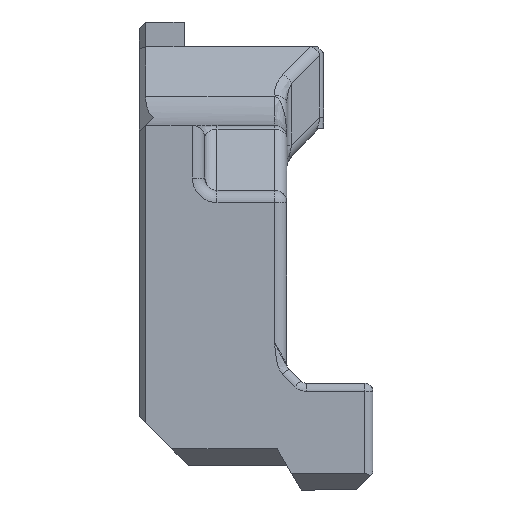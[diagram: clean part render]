
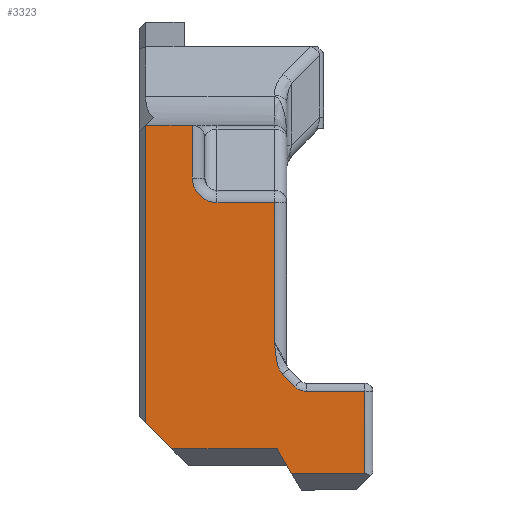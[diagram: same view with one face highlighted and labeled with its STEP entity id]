
A CAD part, front view. The second image highlights one B-rep face of the part: STEP entity #3323.
In plain terms, the highlighted planar face has unit normal (0, -1, 0).
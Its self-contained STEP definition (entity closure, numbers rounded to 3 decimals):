
#40 = CIRCLE ( 'NONE', #216, 1.5 ) ;
#46 = LINE ( 'NONE', #100, #2795 ) ;
#100 = CARTESIAN_POINT ( 'NONE',  ( -61.6, 9., 0. ) ) ;
#119 = CARTESIAN_POINT ( 'NONE',  ( -53.716, 9., -52.381 ) ) ;
#130 = CARTESIAN_POINT ( 'NONE',  ( -48.25, 9., 0. ) ) ;
#216 = AXIS2_PLACEMENT_3D ( 'NONE', #541, #253, #3892 ) ;
#253 = DIRECTION ( 'NONE',  ( 0., -1., 0. ) ) ;
#290 = CARTESIAN_POINT ( 'NONE',  ( -60.5, 9., -58.5 ) ) ;
#426 = DIRECTION ( 'NONE',  ( 0., 0., 1. ) ) ;
#447 = DIRECTION ( 'NONE',  ( 0., 0., 1. ) ) ;
#470 = CARTESIAN_POINT ( 'NONE',  ( -53.577, 9., -58.5 ) ) ;
#506 = CARTESIAN_POINT ( 'NONE',  ( -61.6, 9., -56.9 ) ) ;
#527 = LINE ( 'NONE', #1427, #1151 ) ;
#536 = VERTEX_POINT ( 'NONE', #951 ) ;
#541 = CARTESIAN_POINT ( 'NONE',  ( -57.25, 9., -42. ) ) ;
#542 = EDGE_LOOP ( 'NONE', ( #736, #2403, #1638, #3508, #1577, #3642, #2503, #1357, #3489, #2086, #2525, #3602, #2129, #1015, #2696 ) ) ;
#610 = CARTESIAN_POINT ( 'NONE',  ( -53.75, 9., -52.043 ) ) ;
#630 = CARTESIAN_POINT ( 'NONE',  ( -62., 9., -56.5 ) ) ;
#701 = CARTESIAN_POINT ( 'NONE',  ( -51.793, 9., -54. ) ) ;
#736 = ORIENTED_EDGE ( 'NONE', *, *, #2701, .F. ) ;
#772 = VECTOR ( 'NONE', #859, 1000. ) ;
#859 = DIRECTION ( 'NONE',  ( 1., 0., 0. ) ) ;
#882 = VERTEX_POINT ( 'NONE', #3245 ) ;
#951 = CARTESIAN_POINT ( 'NONE',  ( -58.75, 9., -38.8 ) ) ;
#975 = CARTESIAN_POINT ( 'NONE',  ( -57.25, 9., -43.5 ) ) ;
#993 = DIRECTION ( 'NONE',  ( 0., -1., 0. ) ) ;
#1015 = ORIENTED_EDGE ( 'NONE', *, *, #1846, .T. ) ;
#1028 = VECTOR ( 'NONE', #2955, 1000. ) ;
#1036 = VECTOR ( 'NONE', #3739, 1000. ) ;
#1091 = VECTOR ( 'NONE', #1159, 1000. ) ;
#1135 = VERTEX_POINT ( 'NONE', #3167 ) ;
#1151 = VECTOR ( 'NONE', #3131, 1000. ) ;
#1159 = DIRECTION ( 'NONE',  ( -1., 0., 0. ) ) ;
#1182 = VERTEX_POINT ( 'NONE', #470 ) ;
#1209 = DIRECTION ( 'NONE',  ( -1., 0., 0. ) ) ;
#1222 = VECTOR ( 'NONE', #3717, 1000. ) ;
#1225 = AXIS2_PLACEMENT_3D ( 'NONE', #2502, #1944, #426 ) ;
#1229 = DIRECTION ( 'NONE',  ( 0., 0., -1. ) ) ;
#1283 = CARTESIAN_POINT ( 'NONE',  ( -58.75, 9., 0. ) ) ;
#1284 = EDGE_CURVE ( 'NONE', #3711, #1581, #3744, .T. ) ;
#1290 = CARTESIAN_POINT ( 'NONE',  ( -83.854, 9., -23.354 ) ) ;
#1328 = EDGE_CURVE ( 'NONE', #882, #3711, #527, .T. ) ;
#1347 = B_SPLINE_CURVE_WITH_KNOTS ( 'NONE', 3,
 ( #1578, #2820, #3732, #3700, #2227, #3066, #2483, #119, #1874, #1567 ),
 .UNSPECIFIED., .F., .F.,
 ( 4, 2, 2, 2, 4 ),
 ( 0., 0.001, 0.001, 0.002, 0.002 ),
 .UNSPECIFIED. ) ;
#1348 = VERTEX_POINT ( 'NONE', #975 ) ;
#1357 = ORIENTED_EDGE ( 'NONE', *, *, #1328, .T. ) ;
#1398 = VECTOR ( 'NONE', #1836, 1000. ) ;
#1427 = CARTESIAN_POINT ( 'NONE',  ( -47.75, 9., -60. ) ) ;
#1430 = EDGE_CURVE ( 'NONE', #1889, #2731, #2175, .T. ) ;
#1486 = VERTEX_POINT ( 'NONE', #2269 ) ;
#1510 = EDGE_CURVE ( 'NONE', #3146, #1182, #3815, .T. ) ;
#1511 = CARTESIAN_POINT ( 'NONE',  ( -52.5, 9., -54.707 ) ) ;
#1526 = VECTOR ( 'NONE', #3846, 1000. ) ;
#1567 = CARTESIAN_POINT ( 'NONE',  ( -53.75, 9., -52.043 ) ) ;
#1577 = ORIENTED_EDGE ( 'NONE', *, *, #2485, .T. ) ;
#1578 = CARTESIAN_POINT ( 'NONE',  ( -53.232, 9., -53.975 ) ) ;
#1581 = VERTEX_POINT ( 'NONE', #1872 ) ;
#1595 = EDGE_CURVE ( 'NONE', #1486, #2326, #46, .T. ) ;
#1638 = ORIENTED_EDGE ( 'NONE', *, *, #1852, .T. ) ;
#1765 = CARTESIAN_POINT ( 'NONE',  ( -60.5, 9., -43.5 ) ) ;
#1786 = LINE ( 'NONE', #2119, #2494 ) ;
#1836 = DIRECTION ( 'NONE',  ( 0.707, 0., -0.707 ) ) ;
#1846 = EDGE_CURVE ( 'NONE', #2475, #1135, #3221, .T. ) ;
#1852 = EDGE_CURVE ( 'NONE', #536, #1486, #2685, .T. ) ;
#1862 = EDGE_CURVE ( 'NONE', #1135, #1348, #3888, .T. ) ;
#1872 = CARTESIAN_POINT ( 'NONE',  ( -48.25, 9., -55. ) ) ;
#1874 = CARTESIAN_POINT ( 'NONE',  ( -53.733, 9., -52.211 ) ) ;
#1889 = VERTEX_POINT ( 'NONE', #1511 ) ;
#1895 = DIRECTION ( 'NONE',  ( 0., 0., 1. ) ) ;
#1944 = DIRECTION ( 'NONE',  ( 0., 1., 0. ) ) ;
#2052 = EDGE_CURVE ( 'NONE', #3459, #2475, #1347, .T. ) ;
#2086 = ORIENTED_EDGE ( 'NONE', *, *, #3270, .T. ) ;
#2109 = VECTOR ( 'NONE', #447, 1000. ) ;
#2119 = CARTESIAN_POINT ( 'NONE',  ( -52., 9., -55. ) ) ;
#2129 = ORIENTED_EDGE ( 'NONE', *, *, #2052, .T. ) ;
#2175 = CIRCLE ( 'NONE', #2230, 1. ) ;
#2226 = VERTEX_POINT ( 'NONE', #2573 ) ;
#2227 = CARTESIAN_POINT ( 'NONE',  ( -53.6, 9., -53.223 ) ) ;
#2230 = AXIS2_PLACEMENT_3D ( 'NONE', #701, #993, #1895 ) ;
#2237 = CARTESIAN_POINT ( 'NONE',  ( -53., 9., -59.5 ) ) ;
#2269 = CARTESIAN_POINT ( 'NONE',  ( -61.6, 9., -38.8 ) ) ;
#2326 = VERTEX_POINT ( 'NONE', #506 ) ;
#2373 = CARTESIAN_POINT ( 'NONE',  ( -60., 9., -58.5 ) ) ;
#2403 = ORIENTED_EDGE ( 'NONE', *, *, #3321, .T. ) ;
#2475 = VERTEX_POINT ( 'NONE', #610 ) ;
#2483 = CARTESIAN_POINT ( 'NONE',  ( -53.678, 9., -52.719 ) ) ;
#2485 = EDGE_CURVE ( 'NONE', #2326, #3146, #3032, .T. ) ;
#2494 = VECTOR ( 'NONE', #1209, 1000. ) ;
#2502 = CARTESIAN_POINT ( 'NONE',  ( -60.5, 9., 0. ) ) ;
#2503 = ORIENTED_EDGE ( 'NONE', *, *, #2558, .T. ) ;
#2525 = ORIENTED_EDGE ( 'NONE', *, *, #1430, .F. ) ;
#2558 = EDGE_CURVE ( 'NONE', #1182, #882, #3132, .T. ) ;
#2573 = CARTESIAN_POINT ( 'NONE',  ( -58.75, 9., -42. ) ) ;
#2622 = CARTESIAN_POINT ( 'NONE',  ( -53.75, 9., -42.75 ) ) ;
#2664 = EDGE_CURVE ( 'NONE', #1889, #3459, #2808, .T. ) ;
#2685 = LINE ( 'NONE', #2940, #1028 ) ;
#2696 = ORIENTED_EDGE ( 'NONE', *, *, #1862, .T. ) ;
#2701 = EDGE_CURVE ( 'NONE', #2226, #1348, #40, .T. ) ;
#2731 = VERTEX_POINT ( 'NONE', #2900 ) ;
#2783 = PLANE ( 'NONE',  #1225 ) ;
#2795 = VECTOR ( 'NONE', #1229, 1000. ) ;
#2808 = LINE ( 'NONE', #1290, #3255 ) ;
#2820 = CARTESIAN_POINT ( 'NONE',  ( -53.354, 9., -53.853 ) ) ;
#2900 = CARTESIAN_POINT ( 'NONE',  ( -51.793, 9., -55. ) ) ;
#2940 = CARTESIAN_POINT ( 'NONE',  ( -58., 9., -38.8 ) ) ;
#2955 = DIRECTION ( 'NONE',  ( -1., 0., 0. ) ) ;
#3032 = LINE ( 'NONE', #630, #1398 ) ;
#3066 = CARTESIAN_POINT ( 'NONE',  ( -53.657, 9., -52.888 ) ) ;
#3092 = FACE_OUTER_BOUND ( 'NONE', #542, .T. ) ;
#3131 = DIRECTION ( 'NONE',  ( 1., 0., 0. ) ) ;
#3132 = LINE ( 'NONE', #2237, #1036 ) ;
#3146 = VERTEX_POINT ( 'NONE', #2373 ) ;
#3159 = LINE ( 'NONE', #1283, #1222 ) ;
#3167 = CARTESIAN_POINT ( 'NONE',  ( -53.75, 9., -43.5 ) ) ;
#3221 = LINE ( 'NONE', #2622, #1526 ) ;
#3245 = CARTESIAN_POINT ( 'NONE',  ( -52.711, 9., -60. ) ) ;
#3255 = VECTOR ( 'NONE', #3767, 1000. ) ;
#3270 = EDGE_CURVE ( 'NONE', #1581, #2731, #1786, .T. ) ;
#3321 = EDGE_CURVE ( 'NONE', #2226, #536, #3159, .T. ) ;
#3323 = ADVANCED_FACE ( 'NONE', ( #3092 ), #2783, .F. ) ;
#3459 = VERTEX_POINT ( 'NONE', #3776 ) ;
#3489 = ORIENTED_EDGE ( 'NONE', *, *, #1284, .T. ) ;
#3508 = ORIENTED_EDGE ( 'NONE', *, *, #1595, .T. ) ;
#3602 = ORIENTED_EDGE ( 'NONE', *, *, #2664, .T. ) ;
#3636 = CARTESIAN_POINT ( 'NONE',  ( -48.25, 9., -60. ) ) ;
#3642 = ORIENTED_EDGE ( 'NONE', *, *, #1510, .T. ) ;
#3700 = CARTESIAN_POINT ( 'NONE',  ( -53.565, 9., -53.389 ) ) ;
#3711 = VERTEX_POINT ( 'NONE', #3636 ) ;
#3717 = DIRECTION ( 'NONE',  ( 0., 0., 1. ) ) ;
#3732 = CARTESIAN_POINT ( 'NONE',  ( -53.443, 9., -53.705 ) ) ;
#3739 = DIRECTION ( 'NONE',  ( 0.5, 0., -0.866 ) ) ;
#3744 = LINE ( 'NONE', #130, #2109 ) ;
#3767 = DIRECTION ( 'NONE',  ( -0.707, 0., 0.707 ) ) ;
#3776 = CARTESIAN_POINT ( 'NONE',  ( -53.232, 9., -53.975 ) ) ;
#3815 = LINE ( 'NONE', #290, #772 ) ;
#3846 = DIRECTION ( 'NONE',  ( 0., 0., 1. ) ) ;
#3888 = LINE ( 'NONE', #1765, #1091 ) ;
#3892 = DIRECTION ( 'NONE',  ( 0., 0., 1. ) ) ;
